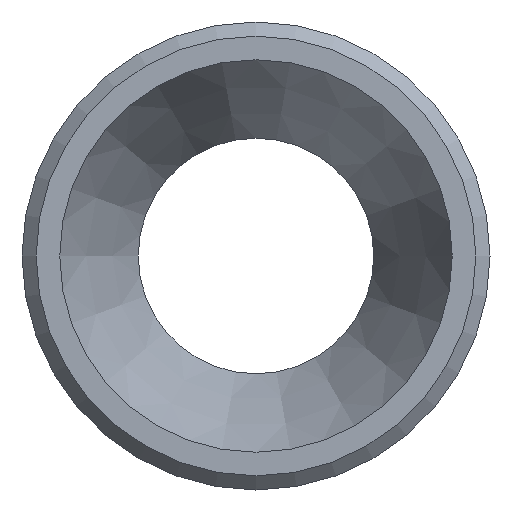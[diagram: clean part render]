
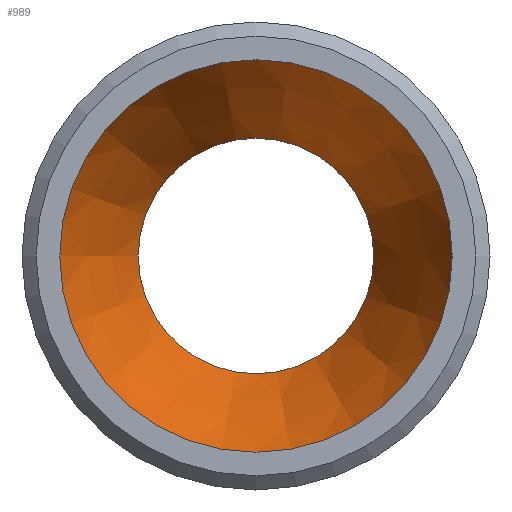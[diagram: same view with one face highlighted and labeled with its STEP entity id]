
A CAD part, left-side view. The second image highlights one B-rep face of the part: STEP entity #989.
In plain terms, the highlighted conical face has half-angle 25 degrees and reference radius 20 mm.
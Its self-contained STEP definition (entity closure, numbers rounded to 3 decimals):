
#86=FACE_OUTER_BOUND('',#144,.T.);
#144=EDGE_LOOP('',(#737,#738,#739,#740,#741,#742));
#198=LINE('',#1699,#233);
#233=VECTOR('',#1368,20.);
#255=CIRCLE('',#1043,15.);
#256=CIRCLE('',#1044,15.);
#302=CIRCLE('',#1111,25.);
#303=CIRCLE('',#1112,25.);
#363=VERTEX_POINT('',#1565);
#364=VERTEX_POINT('',#1566);
#409=VERTEX_POINT('',#1694);
#410=VERTEX_POINT('',#1695);
#470=EDGE_CURVE('',#363,#364,#255,.T.);
#472=EDGE_CURVE('',#364,#363,#256,.T.);
#532=EDGE_CURVE('',#409,#410,#302,.T.);
#533=EDGE_CURVE('',#410,#409,#303,.T.);
#534=EDGE_CURVE('',#410,#364,#198,.T.);
#737=ORIENTED_EDGE('',*,*,#532,.T.);
#738=ORIENTED_EDGE('',*,*,#534,.T.);
#739=ORIENTED_EDGE('',*,*,#470,.F.);
#740=ORIENTED_EDGE('',*,*,#472,.F.);
#741=ORIENTED_EDGE('',*,*,#534,.F.);
#742=ORIENTED_EDGE('',*,*,#533,.T.);
#903=CONICAL_SURFACE('',#1113,20.,0.436);
#989=ADVANCED_FACE('',(#86),#903,.F.);
#1043=AXIS2_PLACEMENT_3D('',#1567,#1211,#1212);
#1044=AXIS2_PLACEMENT_3D('',#1569,#1214,#1215);
#1111=AXIS2_PLACEMENT_3D('',#1696,#1362,#1363);
#1112=AXIS2_PLACEMENT_3D('',#1697,#1364,#1365);
#1113=AXIS2_PLACEMENT_3D('',#1698,#1366,#1367);
#1211=DIRECTION('center_axis',(-1.,0.,0.));
#1212=DIRECTION('ref_axis',(0.,-1.,0.));
#1214=DIRECTION('center_axis',(-1.,0.,0.));
#1215=DIRECTION('ref_axis',(0.,-1.,0.));
#1362=DIRECTION('center_axis',(-1.,0.,0.));
#1363=DIRECTION('ref_axis',(0.,-1.,0.));
#1364=DIRECTION('center_axis',(-1.,0.,0.));
#1365=DIRECTION('ref_axis',(0.,-1.,0.));
#1366=DIRECTION('center_axis',(-1.,0.,0.));
#1367=DIRECTION('ref_axis',(0.,-1.,0.));
#1368=DIRECTION('',(0.906,-0.423,0.));
#1565=CARTESIAN_POINT('',(21.445,-15.,0.));
#1566=CARTESIAN_POINT('',(21.445,15.,0.));
#1567=CARTESIAN_POINT('Origin',(21.445,0.,0.));
#1569=CARTESIAN_POINT('Origin',(21.445,0.,0.));
#1694=CARTESIAN_POINT('',(0.,-25.,0.));
#1695=CARTESIAN_POINT('',(0.,25.,0.));
#1696=CARTESIAN_POINT('Origin',(0.,0.,0.));
#1697=CARTESIAN_POINT('Origin',(0.,0.,0.));
#1698=CARTESIAN_POINT('Origin',(10.723,0.,0.));
#1699=CARTESIAN_POINT('',(10.723,20.,0.));
